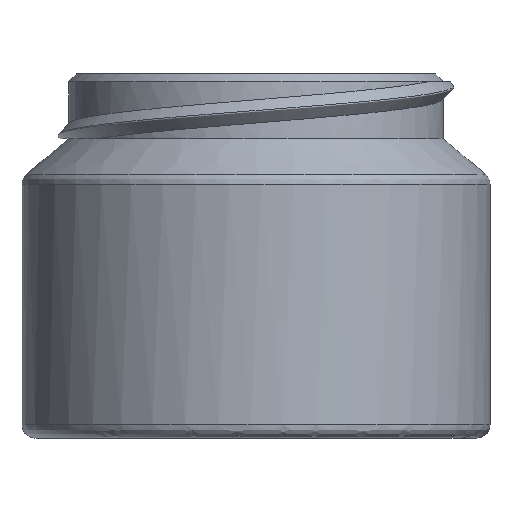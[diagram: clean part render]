
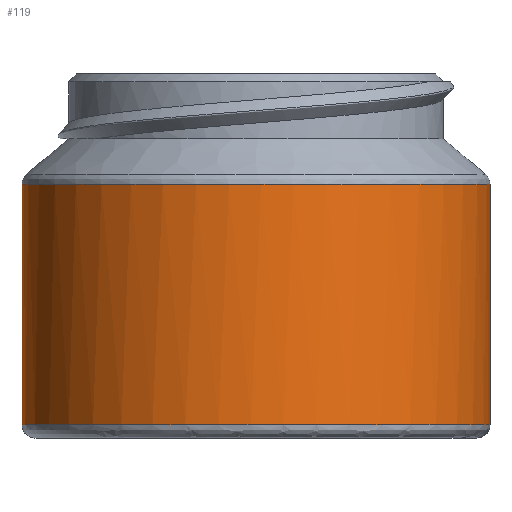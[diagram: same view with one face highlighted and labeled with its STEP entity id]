
A CAD part, front view. The second image highlights one B-rep face of the part: STEP entity #119.
In plain terms, the highlighted cylindrical face has radius 18 mm (diameter 36 mm), a partial arc.
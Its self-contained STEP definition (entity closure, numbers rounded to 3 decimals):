
#119=ADVANCED_FACE('',(#223),#1412,.T.);
#223=FACE_OUTER_BOUND('',#335,.T.);
#335=EDGE_LOOP('',(#776,#777,#778,#779));
#776=ORIENTED_EDGE('',*,*,#1022,.T.);
#777=ORIENTED_EDGE('',*,*,#1014,.T.);
#778=ORIENTED_EDGE('',*,*,#1020,.T.);
#779=ORIENTED_EDGE('',*,*,#1021,.F.);
#1014=EDGE_CURVE('',#1395,#1397,#1057,.T.);
#1020=EDGE_CURVE('',#1397,#1399,#1063,.T.);
#1021=EDGE_CURVE('',#1398,#1399,#1064,.T.);
#1022=EDGE_CURVE('',#1398,#1395,#1065,.T.);
#1057=(
BOUNDED_CURVE()
B_SPLINE_CURVE(1,(#5231,#5232),.UNSPECIFIED.,.F.,.F.)
B_SPLINE_CURVE_WITH_KNOTS((2,2),(1.,19.534),
 .UNSPECIFIED.)
CURVE()
GEOMETRIC_REPRESENTATION_ITEM()
RATIONAL_B_SPLINE_CURVE((1.,1.))
REPRESENTATION_ITEM('')
);
#1063=(
BOUNDED_CURVE()
B_SPLINE_CURVE(2,(#5254,#5255,#5256,#5257,#5258),.UNSPECIFIED.,.F.,.F.)
B_SPLINE_CURVE_WITH_KNOTS((3,2,3),(0.,26.703,53.407),
 .UNSPECIFIED.)
CURVE()
GEOMETRIC_REPRESENTATION_ITEM()
RATIONAL_B_SPLINE_CURVE((1.,0.707,1.,0.707,1.))
REPRESENTATION_ITEM('')
);
#1064=(
BOUNDED_CURVE()
B_SPLINE_CURVE(1,(#5259,#5260),.UNSPECIFIED.,.F.,.F.)
B_SPLINE_CURVE_WITH_KNOTS((2,2),(1.,19.534),.UNSPECIFIED.)
CURVE()
GEOMETRIC_REPRESENTATION_ITEM()
RATIONAL_B_SPLINE_CURVE((1.,1.))
REPRESENTATION_ITEM('')
);
#1065=(
BOUNDED_CURVE()
B_SPLINE_CURVE(2,(#5261,#5262,#5263,#5264,#5265),.UNSPECIFIED.,.F.,.F.)
B_SPLINE_CURVE_WITH_KNOTS((3,2,3),(53.407,80.11,106.813),
 .UNSPECIFIED.)
CURVE()
GEOMETRIC_REPRESENTATION_ITEM()
RATIONAL_B_SPLINE_CURVE((1.,0.707,1.,0.707,1.))
REPRESENTATION_ITEM('')
);
#1395=VERTEX_POINT('',#4207);
#1397=VERTEX_POINT('',#4209);
#1398=VERTEX_POINT('',#4210);
#1399=VERTEX_POINT('',#4211);
#1412=CYLINDRICAL_SURFACE('',#1677,18.);
#1677=AXIS2_PLACEMENT_3D('',#3929,#1771,$);
#1771=DIRECTION('',(0.,0.,1.));
#3929=CARTESIAN_POINT('',(149.79,0.042,-14.5));
#4207=CARTESIAN_POINT('',(167.79,0.042,-24.));
#4209=CARTESIAN_POINT('',(167.79,0.042,-5.466));
#4210=CARTESIAN_POINT('',(131.79,0.042,-24.));
#4211=CARTESIAN_POINT('',(131.79,0.042,-5.466));
#5231=CARTESIAN_POINT('',(167.79,0.042,-24.));
#5232=CARTESIAN_POINT('',(167.79,0.042,-5.466));
#5254=CARTESIAN_POINT('',(167.79,0.042,-5.466));
#5255=CARTESIAN_POINT('',(167.79,-17.958,-5.466));
#5256=CARTESIAN_POINT('',(149.79,-17.958,-5.466));
#5257=CARTESIAN_POINT('',(131.79,-17.958,-5.466));
#5258=CARTESIAN_POINT('',(131.79,0.042,-5.466));
#5259=CARTESIAN_POINT('',(131.79,0.042,-24.));
#5260=CARTESIAN_POINT('',(131.79,0.042,-5.466));
#5261=CARTESIAN_POINT('',(131.79,0.042,-24.));
#5262=CARTESIAN_POINT('',(131.79,-17.958,-24.));
#5263=CARTESIAN_POINT('',(149.79,-17.958,-24.));
#5264=CARTESIAN_POINT('',(167.79,-17.958,-24.));
#5265=CARTESIAN_POINT('',(167.79,0.042,-24.));
